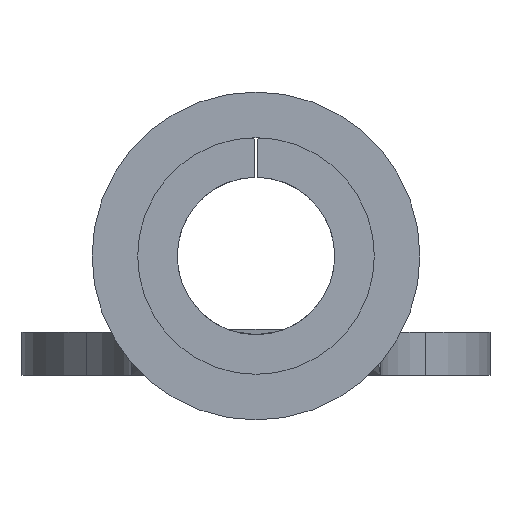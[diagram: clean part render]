
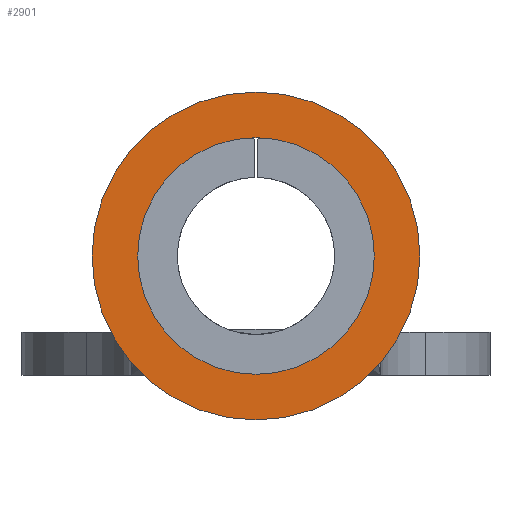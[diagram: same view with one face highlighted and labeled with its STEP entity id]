
A CAD part, front view. The second image highlights one B-rep face of the part: STEP entity #2901.
In plain terms, the highlighted planar face has unit normal (0, -1, 0).
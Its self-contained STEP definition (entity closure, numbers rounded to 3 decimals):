
#37 = AXIS2_PLACEMENT_3D ( 'NONE', #2868, #1747, #2152 ) ;
#141 = ORIENTED_EDGE ( 'NONE', *, *, #1218, .T. ) ;
#244 = DIRECTION ( 'NONE',  ( 0., 1., 0. ) ) ;
#303 = CARTESIAN_POINT ( 'NONE',  ( 0., -18.69, 4.82 ) ) ;
#306 = CIRCLE ( 'NONE', #1455, 3.02 ) ;
#380 = FACE_BOUND ( 'NONE', #1839, .T. ) ;
#424 = AXIS2_PLACEMENT_3D ( 'NONE', #643, #2648, #1288 ) ;
#468 = EDGE_CURVE ( 'NONE', #1347, #2031, #306, .T. ) ;
#594 = ORIENTED_EDGE ( 'NONE', *, *, #468, .F. ) ;
#613 = CARTESIAN_POINT ( 'NONE',  ( -3.02, -18.69, 1.8 ) ) ;
#637 = DIRECTION ( 'NONE',  ( 0., -1., 0. ) ) ;
#643 = CARTESIAN_POINT ( 'NONE',  ( 0., -18.69, 1.8 ) ) ;
#644 = EDGE_CURVE ( 'NONE', #2031, #1347, #2422, .T. ) ;
#825 = CIRCLE ( 'NONE', #37, 2.18 ) ;
#1070 = EDGE_CURVE ( 'NONE', #2311, #1705, #825, .T. ) ;
#1113 = CARTESIAN_POINT ( 'NONE',  ( 0., -18.69, 1.8 ) ) ;
#1218 = EDGE_CURVE ( 'NONE', #1705, #2311, #2435, .T. ) ;
#1288 = DIRECTION ( 'NONE',  ( 0., 0., 1. ) ) ;
#1347 = VERTEX_POINT ( 'NONE', #2012 ) ;
#1375 = DIRECTION ( 'NONE',  ( 0., 1., 0. ) ) ;
#1455 = AXIS2_PLACEMENT_3D ( 'NONE', #1113, #1375, #2269 ) ;
#1524 = ORIENTED_EDGE ( 'NONE', *, *, #1070, .T. ) ;
#1605 = DIRECTION ( 'NONE',  ( 0., 0., 1. ) ) ;
#1629 = FACE_OUTER_BOUND ( 'NONE', #2206, .T. ) ;
#1700 = CARTESIAN_POINT ( 'NONE',  ( 0., -18.69, -0.38 ) ) ;
#1705 = VERTEX_POINT ( 'NONE', #1700 ) ;
#1738 = DIRECTION ( 'NONE',  ( 0., 0., -1. ) ) ;
#1747 = DIRECTION ( 'NONE',  ( 0., 1., 0. ) ) ;
#1765 = PLANE ( 'NONE',  #2180 ) ;
#1789 = AXIS2_PLACEMENT_3D ( 'NONE', #1795, #244, #1605 ) ;
#1795 = CARTESIAN_POINT ( 'NONE',  ( 0., -18.69, 1.8 ) ) ;
#1839 = EDGE_LOOP ( 'NONE', ( #1524, #141 ) ) ;
#2012 = CARTESIAN_POINT ( 'NONE',  ( 0., -18.69, -1.22 ) ) ;
#2031 = VERTEX_POINT ( 'NONE', #303 ) ;
#2152 = DIRECTION ( 'NONE',  ( 0., 0., 1. ) ) ;
#2180 = AXIS2_PLACEMENT_3D ( 'NONE', #613, #637, #1738 ) ;
#2206 = EDGE_LOOP ( 'NONE', ( #2400, #594 ) ) ;
#2269 = DIRECTION ( 'NONE',  ( 0., 0., 1. ) ) ;
#2311 = VERTEX_POINT ( 'NONE', #2459 ) ;
#2400 = ORIENTED_EDGE ( 'NONE', *, *, #644, .F. ) ;
#2422 = CIRCLE ( 'NONE', #1789, 3.02 ) ;
#2435 = CIRCLE ( 'NONE', #424, 2.18 ) ;
#2459 = CARTESIAN_POINT ( 'NONE',  ( 0., -18.69, 3.98 ) ) ;
#2648 = DIRECTION ( 'NONE',  ( 0., 1., 0. ) ) ;
#2868 = CARTESIAN_POINT ( 'NONE',  ( 0., -18.69, 1.8 ) ) ;
#2901 = ADVANCED_FACE ( 'NONE', ( #380, #1629 ), #1765, .T. ) ;
